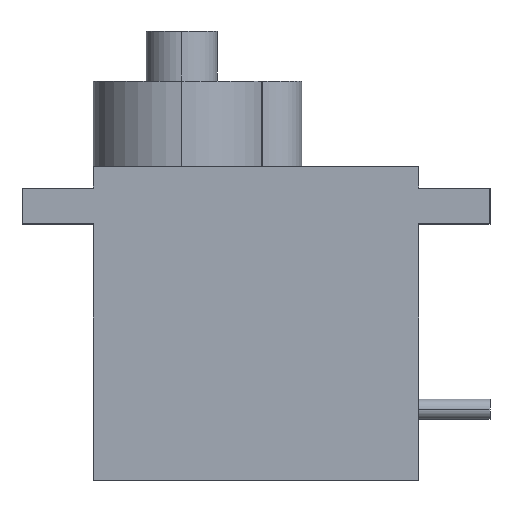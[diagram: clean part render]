
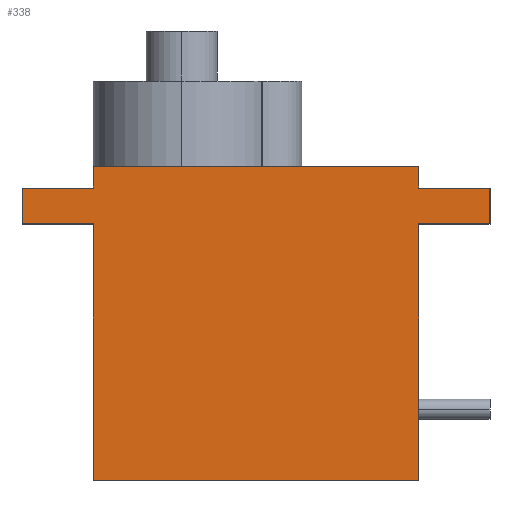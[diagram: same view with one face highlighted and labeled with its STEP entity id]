
A CAD part, top view. The second image highlights one B-rep face of the part: STEP entity #338.
In plain terms, the highlighted planar face has unit normal (0, 0, 1).
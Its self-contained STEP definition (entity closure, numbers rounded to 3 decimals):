
#9 = CARTESIAN_POINT ( 'NONE',  ( -11.4, 0., 6.2 ) ) ;
#15 = CARTESIAN_POINT ( 'NONE',  ( 16.4, 20.5, 6.2 ) ) ;
#22 = LINE ( 'NONE', #1176, #1497 ) ;
#47 = DIRECTION ( 'NONE',  ( 0., 0., -1. ) ) ;
#100 = VECTOR ( 'NONE', #1379, 1000. ) ;
#115 = ORIENTED_EDGE ( 'NONE', *, *, #1743, .F. ) ;
#128 = DIRECTION ( 'NONE',  ( 0., -1., 0. ) ) ;
#129 = DIRECTION ( 'NONE',  ( -1., 0., 0. ) ) ;
#138 = VERTEX_POINT ( 'NONE', #1225 ) ;
#151 = VERTEX_POINT ( 'NONE', #955 ) ;
#164 = ORIENTED_EDGE ( 'NONE', *, *, #1801, .F. ) ;
#178 = ORIENTED_EDGE ( 'NONE', *, *, #1477, .F. ) ;
#183 = VECTOR ( 'NONE', #129, 1000. ) ;
#236 = LINE ( 'NONE', #566, #940 ) ;
#267 = VECTOR ( 'NONE', #878, 1000. ) ;
#308 = CARTESIAN_POINT ( 'NONE',  ( -16.4, 18., 6.2 ) ) ;
#310 = CARTESIAN_POINT ( 'NONE',  ( -11.4, 20.5, 6.2 ) ) ;
#319 = CARTESIAN_POINT ( 'NONE',  ( -11.4, 22., 6.2 ) ) ;
#320 = LINE ( 'NONE', #1335, #267 ) ;
#338 = ADVANCED_FACE ( 'NONE', ( #729 ), #1780, .F. ) ;
#341 = LINE ( 'NONE', #1045, #661 ) ;
#352 = ORIENTED_EDGE ( 'NONE', *, *, #455, .F. ) ;
#374 = VERTEX_POINT ( 'NONE', #613 ) ;
#377 = VECTOR ( 'NONE', #1947, 1000. ) ;
#407 = EDGE_LOOP ( 'NONE', ( #964, #115, #164, #1697, #1194, #178, #352, #813, #906, #859, #564, #1889, #1766 ) ) ;
#444 = DIRECTION ( 'NONE',  ( 1., 0., 0. ) ) ;
#455 = EDGE_CURVE ( 'NONE', #1864, #545, #22, .T. ) ;
#501 = VECTOR ( 'NONE', #737, 1000. ) ;
#513 = LINE ( 'NONE', #319, #697 ) ;
#520 = VERTEX_POINT ( 'NONE', #543 ) ;
#526 = EDGE_CURVE ( 'NONE', #1806, #138, #963, .T. ) ;
#543 = CARTESIAN_POINT ( 'NONE',  ( 11.4, 18., 6.2 ) ) ;
#545 = VERTEX_POINT ( 'NONE', #548 ) ;
#548 = CARTESIAN_POINT ( 'NONE',  ( 11.4, 22., 6.2 ) ) ;
#561 = VERTEX_POINT ( 'NONE', #1258 ) ;
#564 = ORIENTED_EDGE ( 'NONE', *, *, #1636, .T. ) ;
#566 = CARTESIAN_POINT ( 'NONE',  ( 16.4, 18., 6.2 ) ) ;
#571 = DIRECTION ( 'NONE',  ( 0., -1., 0. ) ) ;
#613 = CARTESIAN_POINT ( 'NONE',  ( 11.4, 0., 6.2 ) ) ;
#661 = VECTOR ( 'NONE', #1597, 1000. ) ;
#697 = VECTOR ( 'NONE', #1930, 1000. ) ;
#729 = FACE_OUTER_BOUND ( 'NONE', #407, .T. ) ;
#737 = DIRECTION ( 'NONE',  ( 0., -1., 0. ) ) ;
#753 = CARTESIAN_POINT ( 'NONE',  ( -11.4, 22., 6.2 ) ) ;
#767 = VECTOR ( 'NONE', #571, 1000. ) ;
#810 = EDGE_CURVE ( 'NONE', #1498, #1864, #513, .T. ) ;
#813 = ORIENTED_EDGE ( 'NONE', *, *, #810, .F. ) ;
#828 = CARTESIAN_POINT ( 'NONE',  ( 11.4, 22., 6.2 ) ) ;
#859 = ORIENTED_EDGE ( 'NONE', *, *, #1495, .F. ) ;
#876 = CARTESIAN_POINT ( 'NONE',  ( -11.4, 22., 6.2 ) ) ;
#878 = DIRECTION ( 'NONE',  ( 0., -1., 0. ) ) ;
#900 = CARTESIAN_POINT ( 'NONE',  ( -11.4, 22., 6.2 ) ) ;
#906 = ORIENTED_EDGE ( 'NONE', *, *, #1473, .T. ) ;
#921 = CARTESIAN_POINT ( 'NONE',  ( -11.4, 22., 6.2 ) ) ;
#940 = VECTOR ( 'NONE', #1001, 1000. ) ;
#952 = LINE ( 'NONE', #308, #1856 ) ;
#955 = CARTESIAN_POINT ( 'NONE',  ( -16.4, 20.5, 6.2 ) ) ;
#963 = LINE ( 'NONE', #2039, #183 ) ;
#964 = ORIENTED_EDGE ( 'NONE', *, *, #1447, .T. ) ;
#968 = CARTESIAN_POINT ( 'NONE',  ( -5.2, 22., 6.2 ) ) ;
#997 = CARTESIAN_POINT ( 'NONE',  ( -16.4, 20.5, 6.2 ) ) ;
#1001 = DIRECTION ( 'NONE',  ( -1., 0., 0. ) ) ;
#1026 = DIRECTION ( 'NONE',  ( -1., 0., 0. ) ) ;
#1043 = DIRECTION ( 'NONE',  ( 1., 0., 0. ) ) ;
#1045 = CARTESIAN_POINT ( 'NONE',  ( -16.4, 20.5, 6.2 ) ) ;
#1119 = CARTESIAN_POINT ( 'NONE',  ( 16.4, 18., 6.2 ) ) ;
#1176 = CARTESIAN_POINT ( 'NONE',  ( -11.4, 22., 6.2 ) ) ;
#1194 = ORIENTED_EDGE ( 'NONE', *, *, #526, .T. ) ;
#1219 = VERTEX_POINT ( 'NONE', #9 ) ;
#1225 = CARTESIAN_POINT ( 'NONE',  ( 11.4, 20.5, 6.2 ) ) ;
#1240 = LINE ( 'NONE', #828, #1757 ) ;
#1258 = CARTESIAN_POINT ( 'NONE',  ( -11.4, 18., 6.2 ) ) ;
#1335 = CARTESIAN_POINT ( 'NONE',  ( 16.4, 20.5, 6.2 ) ) ;
#1379 = DIRECTION ( 'NONE',  ( 0., -1., 0. ) ) ;
#1435 = VERTEX_POINT ( 'NONE', #310 ) ;
#1447 = EDGE_CURVE ( 'NONE', #1219, #374, #1505, .T. ) ;
#1449 = EDGE_CURVE ( 'NONE', #1806, #1937, #320, .T. ) ;
#1473 = EDGE_CURVE ( 'NONE', #1498, #1435, #1781, .T. ) ;
#1477 = EDGE_CURVE ( 'NONE', #545, #138, #1646, .T. ) ;
#1495 = EDGE_CURVE ( 'NONE', #151, #1435, #341, .T. ) ;
#1497 = VECTOR ( 'NONE', #1043, 1000. ) ;
#1498 = VERTEX_POINT ( 'NONE', #921 ) ;
#1505 = LINE ( 'NONE', #1759, #1993 ) ;
#1536 = LINE ( 'NONE', #997, #767 ) ;
#1547 = CARTESIAN_POINT ( 'NONE',  ( -16.4, 18., 6.2 ) ) ;
#1597 = DIRECTION ( 'NONE',  ( 1., 0., 0. ) ) ;
#1598 = AXIS2_PLACEMENT_3D ( 'NONE', #900, #47, #1026 ) ;
#1636 = EDGE_CURVE ( 'NONE', #151, #1827, #1536, .T. ) ;
#1646 = LINE ( 'NONE', #1793, #377 ) ;
#1650 = EDGE_CURVE ( 'NONE', #1827, #561, #952, .T. ) ;
#1697 = ORIENTED_EDGE ( 'NONE', *, *, #1449, .F. ) ;
#1743 = EDGE_CURVE ( 'NONE', #520, #374, #1240, .T. ) ;
#1757 = VECTOR ( 'NONE', #128, 1000. ) ;
#1759 = CARTESIAN_POINT ( 'NONE',  ( -11.4, 0., 6.2 ) ) ;
#1766 = ORIENTED_EDGE ( 'NONE', *, *, #1969, .T. ) ;
#1780 = PLANE ( 'NONE',  #1598 ) ;
#1781 = LINE ( 'NONE', #753, #100 ) ;
#1793 = CARTESIAN_POINT ( 'NONE',  ( 11.4, 22., 6.2 ) ) ;
#1801 = EDGE_CURVE ( 'NONE', #1937, #520, #236, .T. ) ;
#1806 = VERTEX_POINT ( 'NONE', #15 ) ;
#1813 = LINE ( 'NONE', #876, #501 ) ;
#1827 = VERTEX_POINT ( 'NONE', #1547 ) ;
#1856 = VECTOR ( 'NONE', #444, 1000. ) ;
#1864 = VERTEX_POINT ( 'NONE', #968 ) ;
#1889 = ORIENTED_EDGE ( 'NONE', *, *, #1650, .T. ) ;
#1917 = DIRECTION ( 'NONE',  ( 1., 0., 0. ) ) ;
#1930 = DIRECTION ( 'NONE',  ( 1., 0., 0. ) ) ;
#1937 = VERTEX_POINT ( 'NONE', #1119 ) ;
#1947 = DIRECTION ( 'NONE',  ( 0., -1., 0. ) ) ;
#1969 = EDGE_CURVE ( 'NONE', #561, #1219, #1813, .T. ) ;
#1993 = VECTOR ( 'NONE', #1917, 1000. ) ;
#2039 = CARTESIAN_POINT ( 'NONE',  ( 16.4, 20.5, 6.2 ) ) ;
